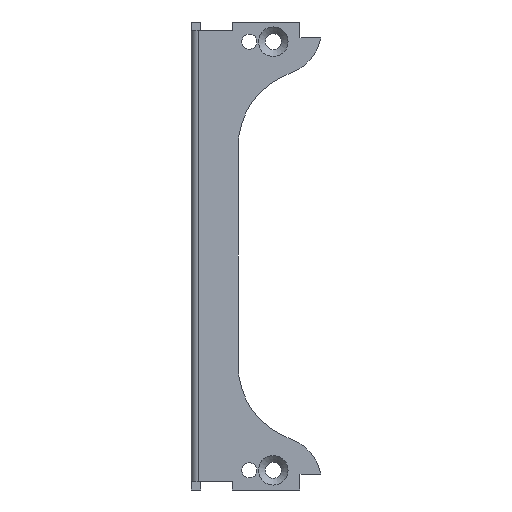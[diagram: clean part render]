
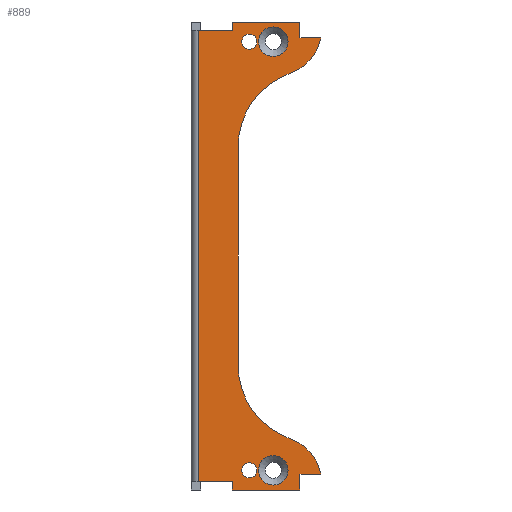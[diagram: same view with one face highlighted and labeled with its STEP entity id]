
A CAD part, front view. The second image highlights one B-rep face of the part: STEP entity #889.
In plain terms, the highlighted planar face has unit normal (0, -1, 0).
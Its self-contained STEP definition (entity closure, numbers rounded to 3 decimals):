
#15=FACE_BOUND('',#126,.T.);
#16=FACE_BOUND('',#127,.T.);
#17=FACE_BOUND('',#128,.T.);
#18=FACE_BOUND('',#129,.T.);
#40=PLANE('',#970);
#79=FACE_OUTER_BOUND('',#125,.T.);
#125=EDGE_LOOP('',(#679,#680,#681,#682,#683,#684,#685,#686,#687,#688,#689,
#690,#691,#692,#693,#694));
#126=EDGE_LOOP('',(#695));
#127=EDGE_LOOP('',(#696));
#128=EDGE_LOOP('',(#697));
#129=EDGE_LOOP('',(#698));
#170=LINE('',#1297,#258);
#177=LINE('',#1320,#265);
#180=LINE('',#1326,#268);
#183=LINE('',#1331,#271);
#195=LINE('',#1368,#283);
#208=LINE('',#1404,#296);
#209=LINE('',#1407,#297);
#210=LINE('',#1413,#298);
#211=LINE('',#1415,#299);
#212=LINE('',#1417,#300);
#213=LINE('',#1419,#301);
#214=LINE('',#1420,#302);
#258=VECTOR('',#1038,10.);
#265=VECTOR('',#1059,10.);
#268=VECTOR('',#1064,10.);
#271=VECTOR('',#1069,10.);
#283=VECTOR('',#1105,10.);
#296=VECTOR('',#1140,10.);
#297=VECTOR('',#1143,10.);
#298=VECTOR('',#1148,10.);
#299=VECTOR('',#1149,10.);
#300=VECTOR('',#1150,10.);
#301=VECTOR('',#1151,10.);
#302=VECTOR('',#1152,10.);
#343=CIRCLE('',#930,1.6);
#345=CIRCLE('',#933,3.15);
#348=CIRCLE('',#939,16.6);
#350=CIRCLE('',#942,10.);
#364=CIRCLE('',#971,16.6);
#365=CIRCLE('',#972,10.);
#366=CIRCLE('',#973,1.6);
#367=CIRCLE('',#974,3.15);
#383=VERTEX_POINT('',#1279);
#385=VERTEX_POINT('',#1285);
#388=VERTEX_POINT('',#1295);
#389=VERTEX_POINT('',#1296);
#392=VERTEX_POINT('',#1304);
#393=VERTEX_POINT('',#1305);
#396=VERTEX_POINT('',#1313);
#398=VERTEX_POINT('',#1319);
#400=VERTEX_POINT('',#1325);
#411=VERTEX_POINT('',#1359);
#425=VERTEX_POINT('',#1400);
#427=VERTEX_POINT('',#1406);
#428=VERTEX_POINT('',#1408);
#429=VERTEX_POINT('',#1410);
#430=VERTEX_POINT('',#1412);
#431=VERTEX_POINT('',#1414);
#432=VERTEX_POINT('',#1416);
#433=VERTEX_POINT('',#1418);
#434=VERTEX_POINT('',#1421);
#435=VERTEX_POINT('',#1423);
#467=EDGE_CURVE('',#383,#383,#343,.T.);
#470=EDGE_CURVE('',#385,#385,#345,.T.);
#475=EDGE_CURVE('',#388,#389,#170,.T.);
#479=EDGE_CURVE('',#392,#393,#348,.T.);
#483=EDGE_CURVE('',#396,#393,#350,.T.);
#486=EDGE_CURVE('',#398,#396,#177,.T.);
#489=EDGE_CURVE('',#398,#400,#180,.T.);
#492=EDGE_CURVE('',#388,#400,#183,.T.);
#511=EDGE_CURVE('',#389,#411,#195,.T.);
#529=EDGE_CURVE('',#425,#411,#208,.T.);
#530=EDGE_CURVE('',#427,#392,#209,.T.);
#531=EDGE_CURVE('',#427,#428,#364,.T.);
#532=EDGE_CURVE('',#429,#428,#365,.T.);
#533=EDGE_CURVE('',#430,#429,#210,.T.);
#534=EDGE_CURVE('',#430,#431,#211,.T.);
#535=EDGE_CURVE('',#432,#431,#212,.T.);
#536=EDGE_CURVE('',#432,#433,#213,.T.);
#537=EDGE_CURVE('',#433,#425,#214,.T.);
#538=EDGE_CURVE('',#434,#434,#366,.T.);
#539=EDGE_CURVE('',#435,#435,#367,.T.);
#679=ORIENTED_EDGE('',*,*,#529,.T.);
#680=ORIENTED_EDGE('',*,*,#511,.F.);
#681=ORIENTED_EDGE('',*,*,#475,.F.);
#682=ORIENTED_EDGE('',*,*,#492,.T.);
#683=ORIENTED_EDGE('',*,*,#489,.F.);
#684=ORIENTED_EDGE('',*,*,#486,.T.);
#685=ORIENTED_EDGE('',*,*,#483,.T.);
#686=ORIENTED_EDGE('',*,*,#479,.F.);
#687=ORIENTED_EDGE('',*,*,#530,.F.);
#688=ORIENTED_EDGE('',*,*,#531,.T.);
#689=ORIENTED_EDGE('',*,*,#532,.F.);
#690=ORIENTED_EDGE('',*,*,#533,.F.);
#691=ORIENTED_EDGE('',*,*,#534,.T.);
#692=ORIENTED_EDGE('',*,*,#535,.F.);
#693=ORIENTED_EDGE('',*,*,#536,.T.);
#694=ORIENTED_EDGE('',*,*,#537,.T.);
#695=ORIENTED_EDGE('',*,*,#470,.F.);
#696=ORIENTED_EDGE('',*,*,#467,.F.);
#697=ORIENTED_EDGE('',*,*,#538,.T.);
#698=ORIENTED_EDGE('',*,*,#539,.T.);
#889=ADVANCED_FACE('',(#79,#15,#16,#17,#18),#40,.F.);
#930=AXIS2_PLACEMENT_3D('',#1280,#1019,#1020);
#933=AXIS2_PLACEMENT_3D('',#1286,#1026,#1027);
#939=AXIS2_PLACEMENT_3D('',#1306,#1044,#1045);
#942=AXIS2_PLACEMENT_3D('',#1314,#1052,#1053);
#970=AXIS2_PLACEMENT_3D('',#1405,#1141,#1142);
#971=AXIS2_PLACEMENT_3D('',#1409,#1144,#1145);
#972=AXIS2_PLACEMENT_3D('',#1411,#1146,#1147);
#973=AXIS2_PLACEMENT_3D('',#1422,#1153,#1154);
#974=AXIS2_PLACEMENT_3D('',#1424,#1155,#1156);
#1019=DIRECTION('center_axis',(0.,-1.,0.));
#1020=DIRECTION('ref_axis',(0.,0.,1.));
#1026=DIRECTION('center_axis',(0.,-1.,0.));
#1027=DIRECTION('ref_axis',(0.,0.,1.));
#1038=DIRECTION('',(0.,0.,1.));
#1044=DIRECTION('center_axis',(0.,-1.,0.));
#1045=DIRECTION('ref_axis',(-1.,0.,0.));
#1052=DIRECTION('center_axis',(0.,-1.,0.));
#1053=DIRECTION('ref_axis',(1.,0.,0.));
#1059=DIRECTION('',(1.,0.,0.));
#1064=DIRECTION('',(0.,0.,-1.));
#1069=DIRECTION('',(1.,0.,0.));
#1105=DIRECTION('',(-1.,0.,0.));
#1140=DIRECTION('',(0.,0.,-1.));
#1141=DIRECTION('center_axis',(0.,1.,0.));
#1142=DIRECTION('ref_axis',(0.,0.,1.));
#1143=DIRECTION('',(0.,0.,-1.));
#1144=DIRECTION('center_axis',(0.,1.,0.));
#1145=DIRECTION('ref_axis',(-1.,0.,0.));
#1146=DIRECTION('center_axis',(0.,1.,0.));
#1147=DIRECTION('ref_axis',(1.,0.,0.));
#1148=DIRECTION('',(1.,0.,0.));
#1149=DIRECTION('',(0.,0.,1.));
#1150=DIRECTION('',(1.,0.,0.));
#1151=DIRECTION('',(0.,0.,-1.));
#1152=DIRECTION('',(-1.,0.,0.));
#1153=DIRECTION('center_axis',(0.,1.,0.));
#1154=DIRECTION('ref_axis',(0.,0.,-1.));
#1155=DIRECTION('center_axis',(0.,1.,0.));
#1156=DIRECTION('ref_axis',(0.,0.,-1.));
#1279=CARTESIAN_POINT('',(12.4,0.,-97.2));
#1280=CARTESIAN_POINT('Origin',(12.4,0.,-95.6));
#1285=CARTESIAN_POINT('',(17.5,0.,-98.75));
#1286=CARTESIAN_POINT('Origin',(17.5,0.,-95.6));
#1295=CARTESIAN_POINT('',(8.8,0.,-99.8));
#1296=CARTESIAN_POINT('',(8.8,0.,-98.));
#1297=CARTESIAN_POINT('',(8.8,0.,-99.8));
#1304=CARTESIAN_POINT('',(10.,0.,-73.2));
#1305=CARTESIAN_POINT('',(21.12,0.,-88.869));
#1306=CARTESIAN_POINT('Origin',(26.6,0.,-73.2));
#1313=CARTESIAN_POINT('',(27.635,0.,-96.4));
#1314=CARTESIAN_POINT('Origin',(17.819,0.,-98.309));
#1319=CARTESIAN_POINT('',(23.2,0.,-96.4));
#1320=CARTESIAN_POINT('',(10.,0.,-96.4));
#1325=CARTESIAN_POINT('',(23.2,0.,-99.8));
#1326=CARTESIAN_POINT('',(23.2,0.,-96.4));
#1331=CARTESIAN_POINT('',(0.,0.,-99.8));
#1359=CARTESIAN_POINT('',(1.5,0.,-98.));
#1368=CARTESIAN_POINT('',(8.8,0.,-98.));
#1400=CARTESIAN_POINT('',(1.5,0.,-1.8));
#1404=CARTESIAN_POINT('',(1.5,0.,-62.375));
#1405=CARTESIAN_POINT('Origin',(0.,0.,-49.9));
#1406=CARTESIAN_POINT('',(10.,0.,-26.6));
#1407=CARTESIAN_POINT('',(10.,0.,-26.6));
#1408=CARTESIAN_POINT('',(21.12,0.,-10.931));
#1409=CARTESIAN_POINT('Origin',(26.6,0.,-26.6));
#1410=CARTESIAN_POINT('',(27.635,0.,-3.4));
#1411=CARTESIAN_POINT('Origin',(17.819,0.,-1.491));
#1412=CARTESIAN_POINT('',(23.2,0.,-3.4));
#1413=CARTESIAN_POINT('',(10.,0.,-3.4));
#1414=CARTESIAN_POINT('',(23.2,0.,0.));
#1415=CARTESIAN_POINT('',(23.2,0.,-3.4));
#1416=CARTESIAN_POINT('',(8.8,0.,0.));
#1417=CARTESIAN_POINT('',(0.,0.,0.));
#1418=CARTESIAN_POINT('',(8.8,0.,-1.8));
#1419=CARTESIAN_POINT('',(8.8,0.,0.));
#1420=CARTESIAN_POINT('',(8.8,0.,-1.8));
#1421=CARTESIAN_POINT('',(12.4,0.,-2.6));
#1422=CARTESIAN_POINT('Origin',(12.4,0.,-4.2));
#1423=CARTESIAN_POINT('',(17.5,0.,-1.05));
#1424=CARTESIAN_POINT('Origin',(17.5,0.,-4.2));
